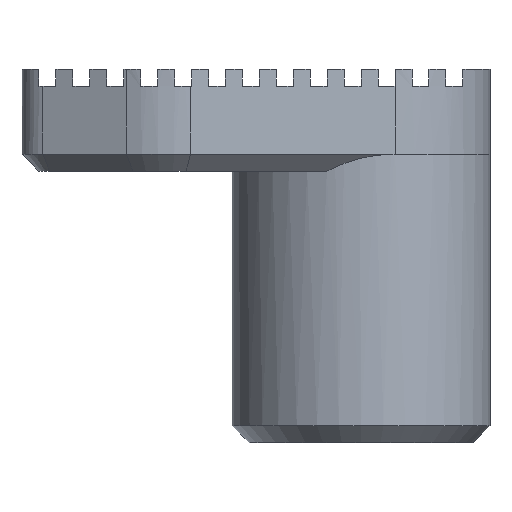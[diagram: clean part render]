
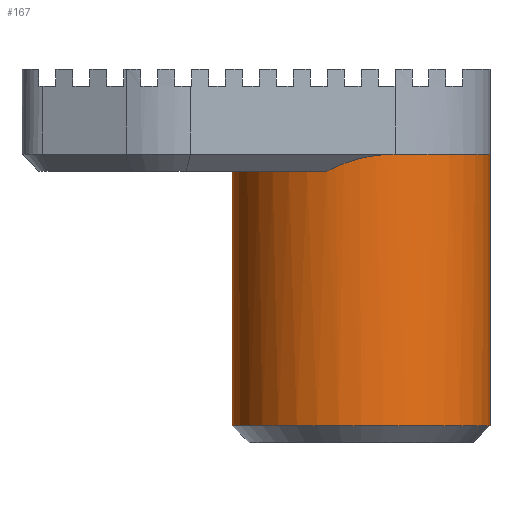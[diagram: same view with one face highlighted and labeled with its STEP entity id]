
A CAD part, front view. The second image highlights one B-rep face of the part: STEP entity #167.
In plain terms, the highlighted cylindrical face has radius 3.8 mm (diameter 7.6 mm), a partial arc.
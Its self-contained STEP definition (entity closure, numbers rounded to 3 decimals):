
#32=CARTESIAN_POINT('',(0.876,-6.248,8.5));
#33=VERTEX_POINT('',#32);
#34=CARTESIAN_POINT('',(-1.012,-6.213,8.));
#35=VERTEX_POINT('',#34);
#36=CARTESIAN_POINT('',(0.,-2.55,4.701));
#37=DIRECTION('',(0.175,-0.685,-0.707));
#38=DIRECTION('',(0.175,-0.685,0.707));
#39=AXIS2_PLACEMENT_3D('',#36,#37,#38);
#40=ELLIPSE('',#39,5.374,3.8);
#41=EDGE_CURVE('',#33,#35,#40,.T.);
#109=CARTESIAN_POINT('',(0.,-2.55,-5.5));
#110=DIRECTION('',(0.,0.,1.));
#111=DIRECTION('',(1.,0.,-0.));
#112=AXIS2_PLACEMENT_3D('',#109,#110,#111);
#113=CYLINDRICAL_SURFACE('',#112,3.8);
#114=CARTESIAN_POINT('',(-3.8,-2.55,0.5));
#115=VERTEX_POINT('',#114);
#116=CARTESIAN_POINT('',(3.8,-2.55,0.5));
#117=VERTEX_POINT('',#116);
#118=CARTESIAN_POINT('',(0.,-2.55,0.5));
#119=DIRECTION('',(0.,0.,1.));
#120=DIRECTION('',(1.,0.,-0.));
#121=AXIS2_PLACEMENT_3D('',#118,#119,#120);
#122=CIRCLE('',#121,3.8);
#123=EDGE_CURVE('',#115,#117,#122,.T.);
#124=ORIENTED_EDGE('',*,*,#123,.T.);
#125=CARTESIAN_POINT('',(3.8,-2.55,8.5));
#126=VERTEX_POINT('',#125);
#127=CARTESIAN_POINT('',(3.8,-2.55,0.5));
#128=DIRECTION('',(0.,0.,1.));
#129=VECTOR('',#128,8.);
#130=LINE('',#127,#129);
#131=EDGE_CURVE('',#117,#126,#130,.T.);
#132=ORIENTED_EDGE('',*,*,#131,.T.);
#133=CARTESIAN_POINT('',(1.001,-6.216,8.5));
#134=VERTEX_POINT('',#133);
#135=CARTESIAN_POINT('',(0.,-2.55,8.5));
#136=DIRECTION('',(0.,0.,1.));
#137=DIRECTION('',(1.,0.,-0.));
#138=AXIS2_PLACEMENT_3D('',#135,#136,#137);
#139=CIRCLE('',#138,3.8);
#140=EDGE_CURVE('',#134,#126,#139,.T.);
#141=ORIENTED_EDGE('',*,*,#140,.F.);
#142=CARTESIAN_POINT('',(0.,-2.55,4.701));
#143=DIRECTION('',(0.175,-0.685,-0.707));
#144=DIRECTION('',(0.175,-0.685,0.707));
#145=AXIS2_PLACEMENT_3D('',#142,#143,#144);
#146=ELLIPSE('',#145,5.374,3.8);
#147=EDGE_CURVE('',#134,#33,#146,.T.);
#148=ORIENTED_EDGE('',*,*,#147,.T.);
#149=ORIENTED_EDGE('',*,*,#41,.T.);
#150=CARTESIAN_POINT('',(-3.8,-2.55,8.));
#151=VERTEX_POINT('',#150);
#152=CARTESIAN_POINT('',(0.,-2.55,8.));
#153=DIRECTION('',(0.,0.,1.));
#154=DIRECTION('',(1.,0.,-0.));
#155=AXIS2_PLACEMENT_3D('',#152,#153,#154);
#156=CIRCLE('',#155,3.8);
#157=EDGE_CURVE('',#151,#35,#156,.T.);
#158=ORIENTED_EDGE('',*,*,#157,.F.);
#159=CARTESIAN_POINT('',(-3.8,-2.55,0.5));
#160=DIRECTION('',(0.,0.,1.));
#161=VECTOR('',#160,7.5);
#162=LINE('',#159,#161);
#163=EDGE_CURVE('',#115,#151,#162,.T.);
#164=ORIENTED_EDGE('',*,*,#163,.F.);
#165=EDGE_LOOP('',(#124,#132,#141,#148,#149,#158,#164));
#166=FACE_BOUND('',#165,.T.);
#167=ADVANCED_FACE('',(#166),#113,.T.);
